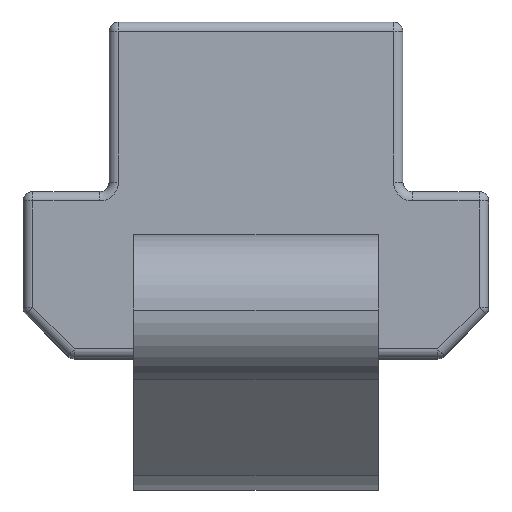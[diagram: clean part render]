
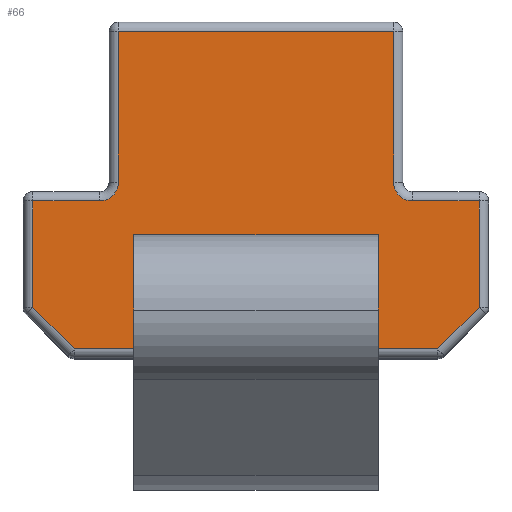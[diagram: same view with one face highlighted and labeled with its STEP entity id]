
A CAD part, top view. The second image highlights one B-rep face of the part: STEP entity #66.
In plain terms, the highlighted planar face has unit normal (0, 0, 1).
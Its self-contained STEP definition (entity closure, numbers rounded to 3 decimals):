
#10 = CARTESIAN_POINT ( 'NONE',  ( 6.5, 0., 12.4 ) ) ;
#13 = CIRCLE ( 'NONE', #1757, 1. ) ;
#31 = CARTESIAN_POINT ( 'NONE',  ( -8.3, 9.35, 12.4 ) ) ;
#43 = CARTESIAN_POINT ( 'NONE',  ( -12.35, 8.35, 12.4 ) ) ;
#44 = CARTESIAN_POINT ( 'NONE',  ( 7.3, 9.35, 12.4 ) ) ;
#63 = VECTOR ( 'NONE', #1855, 1000. ) ;
#66 = ADVANCED_FACE ( 'NONE', ( #647, #1532 ), #1364, .T. ) ;
#100 = VERTEX_POINT ( 'NONE', #200 ) ;
#101 = CARTESIAN_POINT ( 'NONE',  ( -10.746, 1.604, 12.4 ) ) ;
#108 = LINE ( 'NONE', #467, #1898 ) ;
#117 = CARTESIAN_POINT ( 'NONE',  ( 8.3, 8.35, 12.4 ) ) ;
#140 = VERTEX_POINT ( 'NONE', #1381 ) ;
#144 = ORIENTED_EDGE ( 'NONE', *, *, #1466, .F. ) ;
#158 = LINE ( 'NONE', #2022, #63 ) ;
#169 = ORIENTED_EDGE ( 'NONE', *, *, #2183, .T. ) ;
#175 = VECTOR ( 'NONE', #2087, 1000. ) ;
#188 = CARTESIAN_POINT ( 'NONE',  ( 6.5, 5.836, 12.4 ) ) ;
#200 = CARTESIAN_POINT ( 'NONE',  ( 6.5, 6.171, 12.4 ) ) ;
#201 = DIRECTION ( 'NONE',  ( 1., 0., 0. ) ) ;
#218 = CARTESIAN_POINT ( 'NONE',  ( -6.5, 0., 12.4 ) ) ;
#252 = ORIENTED_EDGE ( 'NONE', *, *, #264, .T. ) ;
#264 = EDGE_CURVE ( 'NONE', #872, #140, #158, .T. ) ;
#268 = CARTESIAN_POINT ( 'NONE',  ( 8.3, 9.35, 12.4 ) ) ;
#292 = EDGE_CURVE ( 'NONE', #857, #653, #1843, .T. ) ;
#294 = CARTESIAN_POINT ( 'NONE',  ( 11.85, 8.35, 12.4 ) ) ;
#297 = VECTOR ( 'NONE', #1509, 1000. ) ;
#308 = VERTEX_POINT ( 'NONE', #1908 ) ;
#319 = AXIS2_PLACEMENT_3D ( 'NONE', #1187, #1708, #669 ) ;
#349 = CARTESIAN_POINT ( 'NONE',  ( -1.604, -10.746, 12.4 ) ) ;
#357 = EDGE_CURVE ( 'NONE', #1148, #100, #1729, .T. ) ;
#362 = CARTESIAN_POINT ( 'NONE',  ( -7.8, 17.35, 12.4 ) ) ;
#363 = EDGE_CURVE ( 'NONE', #140, #857, #1599, .T. ) ;
#373 = CARTESIAN_POINT ( 'NONE',  ( -7.3, 17.35, 12.4 ) ) ;
#401 = ORIENTED_EDGE ( 'NONE', *, *, #1439, .T. ) ;
#418 = VERTEX_POINT ( 'NONE', #117 ) ;
#430 = DIRECTION ( 'NONE',  ( -1., 0., 0. ) ) ;
#435 = DIRECTION ( 'NONE',  ( 1., 0., 0. ) ) ;
#445 = EDGE_CURVE ( 'NONE', #1099, #1185, #672, .T. ) ;
#455 = LINE ( 'NONE', #964, #1559 ) ;
#467 = CARTESIAN_POINT ( 'NONE',  ( 9.85, 0.5, 12.4 ) ) ;
#481 = VERTEX_POINT ( 'NONE', #999 ) ;
#491 = EDGE_CURVE ( 'NONE', #1811, #481, #108, .T. ) ;
#505 = CARTESIAN_POINT ( 'NONE',  ( -9.643, 0.5, 12.4 ) ) ;
#524 = LINE ( 'NONE', #349, #175 ) ;
#568 = CARTESIAN_POINT ( 'NONE',  ( -11.85, 8.35, 12.4 ) ) ;
#582 = CARTESIAN_POINT ( 'NONE',  ( 6.5, 5.836, 12.4 ) ) ;
#609 = LINE ( 'NONE', #188, #1549 ) ;
#646 = VERTEX_POINT ( 'NONE', #2017 ) ;
#647 = FACE_BOUND ( 'NONE', #1203, .T. ) ;
#653 = VERTEX_POINT ( 'NONE', #1329 ) ;
#656 = DIRECTION ( 'NONE',  ( 0., 1., 0. ) ) ;
#662 = CARTESIAN_POINT ( 'NONE',  ( -11.85, 2.707, 12.4 ) ) ;
#669 = DIRECTION ( 'NONE',  ( 1., 0., 0. ) ) ;
#672 = LINE ( 'NONE', #1332, #2000 ) ;
#707 = ORIENTED_EDGE ( 'NONE', *, *, #445, .T. ) ;
#722 = DIRECTION ( 'NONE',  ( 0., 1., 0. ) ) ;
#755 = LINE ( 'NONE', #101, #2077 ) ;
#763 = LINE ( 'NONE', #1503, #297 ) ;
#786 = EDGE_CURVE ( 'NONE', #872, #418, #1209, .T. ) ;
#794 = EDGE_CURVE ( 'NONE', #1185, #1811, #755, .T. ) ;
#809 = VECTOR ( 'NONE', #1938, 1000. ) ;
#827 = VECTOR ( 'NONE', #1247, 1000. ) ;
#850 = ORIENTED_EDGE ( 'NONE', *, *, #1616, .F. ) ;
#857 = VERTEX_POINT ( 'NONE', #373 ) ;
#860 = VECTOR ( 'NONE', #1311, 1000. ) ;
#872 = VERTEX_POINT ( 'NONE', #44 ) ;
#922 = VECTOR ( 'NONE', #2082, 1000. ) ;
#964 = CARTESIAN_POINT ( 'NONE',  ( 7.8, 8.35, 12.4 ) ) ;
#999 = CARTESIAN_POINT ( 'NONE',  ( 9.643, 0.5, 12.4 ) ) ;
#1035 = ORIENTED_EDGE ( 'NONE', *, *, #491, .T. ) ;
#1071 = EDGE_CURVE ( 'NONE', #308, #1352, #2211, .T. ) ;
#1078 = VERTEX_POINT ( 'NONE', #1775 ) ;
#1099 = VERTEX_POINT ( 'NONE', #568 ) ;
#1132 = VECTOR ( 'NONE', #722, 1000. ) ;
#1148 = VERTEX_POINT ( 'NONE', #582 ) ;
#1185 = VERTEX_POINT ( 'NONE', #662 ) ;
#1187 = CARTESIAN_POINT ( 'NONE',  ( -12.35, 0., 12.4 ) ) ;
#1203 = EDGE_LOOP ( 'NONE', ( #1508, #850, #1792, #169 ) ) ;
#1209 = CIRCLE ( 'NONE', #2124, 1. ) ;
#1242 = DIRECTION ( 'NONE',  ( 0., 0., 1. ) ) ;
#1247 = DIRECTION ( 'NONE',  ( -1., 0., 0. ) ) ;
#1285 = ORIENTED_EDGE ( 'NONE', *, *, #786, .F. ) ;
#1310 = DIRECTION ( 'NONE',  ( 0.707, -0.707, 0. ) ) ;
#1311 = DIRECTION ( 'NONE',  ( -1., 0., 0. ) ) ;
#1318 = ORIENTED_EDGE ( 'NONE', *, *, #794, .T. ) ;
#1328 = ORIENTED_EDGE ( 'NONE', *, *, #1704, .T. ) ;
#1329 = CARTESIAN_POINT ( 'NONE',  ( -7.3, 9.35, 12.4 ) ) ;
#1332 = CARTESIAN_POINT ( 'NONE',  ( -11.85, 2.5, 12.4 ) ) ;
#1349 = LINE ( 'NONE', #43, #827 ) ;
#1352 = VERTEX_POINT ( 'NONE', #1561 ) ;
#1353 = DIRECTION ( 'NONE',  ( 1., 0., 0. ) ) ;
#1360 = ORIENTED_EDGE ( 'NONE', *, *, #363, .T. ) ;
#1364 = PLANE ( 'NONE',  #319 ) ;
#1381 = CARTESIAN_POINT ( 'NONE',  ( 7.3, 17.35, 12.4 ) ) ;
#1408 = DIRECTION ( 'NONE',  ( 1., 0., 0. ) ) ;
#1439 = EDGE_CURVE ( 'NONE', #481, #1078, #524, .T. ) ;
#1452 = ORIENTED_EDGE ( 'NONE', *, *, #1506, .T. ) ;
#1466 = EDGE_CURVE ( 'NONE', #646, #653, #13, .T. ) ;
#1488 = EDGE_LOOP ( 'NONE', ( #1285, #252, #1360, #1866, #144, #1452, #707, #1318, #1035, #401, #1328, #2182 ) ) ;
#1493 = DIRECTION ( 'NONE',  ( 0., 0., 1. ) ) ;
#1503 = CARTESIAN_POINT ( 'NONE',  ( 6.5, 6.171, 12.4 ) ) ;
#1506 = EDGE_CURVE ( 'NONE', #646, #1099, #1349, .T. ) ;
#1508 = ORIENTED_EDGE ( 'NONE', *, *, #357, .F. ) ;
#1509 = DIRECTION ( 'NONE',  ( 1., 0., 0. ) ) ;
#1532 = FACE_OUTER_BOUND ( 'NONE', #1488, .T. ) ;
#1549 = VECTOR ( 'NONE', #1408, 1000. ) ;
#1559 = VECTOR ( 'NONE', #430, 1000. ) ;
#1561 = CARTESIAN_POINT ( 'NONE',  ( -6.5, 6.171, 12.4 ) ) ;
#1599 = LINE ( 'NONE', #362, #860 ) ;
#1616 = EDGE_CURVE ( 'NONE', #308, #1148, #609, .T. ) ;
#1704 = EDGE_CURVE ( 'NONE', #1078, #2210, #1783, .T. ) ;
#1708 = DIRECTION ( 'NONE',  ( 0., 0., 1. ) ) ;
#1722 = VECTOR ( 'NONE', #656, 1000. ) ;
#1729 = LINE ( 'NONE', #10, #809 ) ;
#1731 = CARTESIAN_POINT ( 'NONE',  ( -7.3, 8.85, 12.4 ) ) ;
#1757 = AXIS2_PLACEMENT_3D ( 'NONE', #31, #1242, #201 ) ;
#1775 = CARTESIAN_POINT ( 'NONE',  ( 11.85, 2.707, 12.4 ) ) ;
#1783 = LINE ( 'NONE', #2208, #1722 ) ;
#1792 = ORIENTED_EDGE ( 'NONE', *, *, #1071, .T. ) ;
#1811 = VERTEX_POINT ( 'NONE', #505 ) ;
#1843 = LINE ( 'NONE', #1731, #922 ) ;
#1855 = DIRECTION ( 'NONE',  ( 0., 1., 0. ) ) ;
#1866 = ORIENTED_EDGE ( 'NONE', *, *, #292, .T. ) ;
#1898 = VECTOR ( 'NONE', #1353, 1000. ) ;
#1908 = CARTESIAN_POINT ( 'NONE',  ( -6.5, 5.836, 12.4 ) ) ;
#1938 = DIRECTION ( 'NONE',  ( 0., 1., 0. ) ) ;
#2000 = VECTOR ( 'NONE', #2020, 1000. ) ;
#2017 = CARTESIAN_POINT ( 'NONE',  ( -8.3, 8.35, 12.4 ) ) ;
#2020 = DIRECTION ( 'NONE',  ( 0., -1., 0. ) ) ;
#2022 = CARTESIAN_POINT ( 'NONE',  ( 7.3, 17.85, 12.4 ) ) ;
#2077 = VECTOR ( 'NONE', #1310, 1000. ) ;
#2082 = DIRECTION ( 'NONE',  ( 0., -1., 0. ) ) ;
#2087 = DIRECTION ( 'NONE',  ( 0.707, 0.707, 0. ) ) ;
#2124 = AXIS2_PLACEMENT_3D ( 'NONE', #268, #1493, #435 ) ;
#2125 = EDGE_CURVE ( 'NONE', #2210, #418, #455, .T. ) ;
#2182 = ORIENTED_EDGE ( 'NONE', *, *, #2125, .T. ) ;
#2183 = EDGE_CURVE ( 'NONE', #1352, #100, #763, .T. ) ;
#2208 = CARTESIAN_POINT ( 'NONE',  ( 11.85, 8.85, 12.4 ) ) ;
#2210 = VERTEX_POINT ( 'NONE', #294 ) ;
#2211 = LINE ( 'NONE', #218, #1132 ) ;
